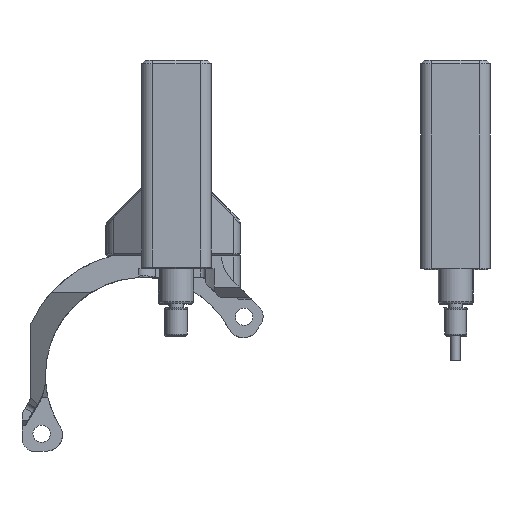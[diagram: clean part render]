
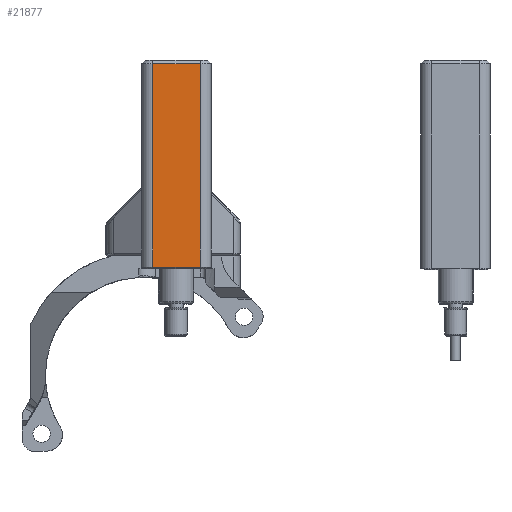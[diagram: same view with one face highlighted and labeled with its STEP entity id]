
A CAD part, front view. The second image highlights one B-rep face of the part: STEP entity #21877.
In plain terms, the highlighted planar face has unit normal (0, -1, 0).
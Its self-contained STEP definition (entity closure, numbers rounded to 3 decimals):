
#1492=FACE_OUTER_BOUND('',#2742,.T.);
#2742=EDGE_LOOP('',(#14538,#14539,#14540,#14541));
#4677=LINE('',#30798,#6748);
#4713=LINE('',#30963,#6784);
#4718=LINE('',#30980,#6789);
#4720=LINE('',#30983,#6791);
#6748=VECTOR('',#25082,10.);
#6784=VECTOR('',#25232,10.);
#6789=VECTOR('',#25253,10.);
#6791=VECTOR('',#25257,10.);
#8825=VERTEX_POINT('',#30791);
#8828=VERTEX_POINT('',#30796);
#8867=VERTEX_POINT('',#30947);
#8871=VERTEX_POINT('',#30959);
#11014=EDGE_CURVE('',#8828,#8825,#4677,.T.);
#11082=EDGE_CURVE('',#8867,#8871,#4713,.T.);
#11091=EDGE_CURVE('',#8828,#8871,#4718,.T.);
#11093=EDGE_CURVE('',#8825,#8867,#4720,.T.);
#14538=ORIENTED_EDGE('',*,*,#11082,.F.);
#14539=ORIENTED_EDGE('',*,*,#11093,.F.);
#14540=ORIENTED_EDGE('',*,*,#11014,.F.);
#14541=ORIENTED_EDGE('',*,*,#11091,.T.);
#21163=PLANE('',#23292);
#21877=ADVANCED_FACE('',(#1492),#21163,.T.);
#23292=AXIS2_PLACEMENT_3D('',#30982,#25255,#25256);
#25082=DIRECTION('',(1.,0.,0.));
#25232=DIRECTION('',(-1.,0.,0.));
#25253=DIRECTION('',(0.,0.,-1.));
#25255=DIRECTION('center_axis',(0.,-1.,0.));
#25256=DIRECTION('ref_axis',(-1.,0.,0.));
#25257=DIRECTION('',(0.,0.,-1.));
#30791=CARTESIAN_POINT('',(40.334,22.854,67.396));
#30796=CARTESIAN_POINT('',(31.377,22.854,67.396));
#30798=CARTESIAN_POINT('',(34.955,22.854,67.396));
#30947=CARTESIAN_POINT('',(40.334,22.854,29.296));
#30959=CARTESIAN_POINT('',(31.377,22.854,29.296));
#30963=CARTESIAN_POINT('',(38.202,22.854,29.296));
#30980=CARTESIAN_POINT('',(31.377,22.854,40.47));
#30982=CARTESIAN_POINT('Origin',(40.334,22.854,40.47));
#30983=CARTESIAN_POINT('',(40.334,22.854,40.47));
